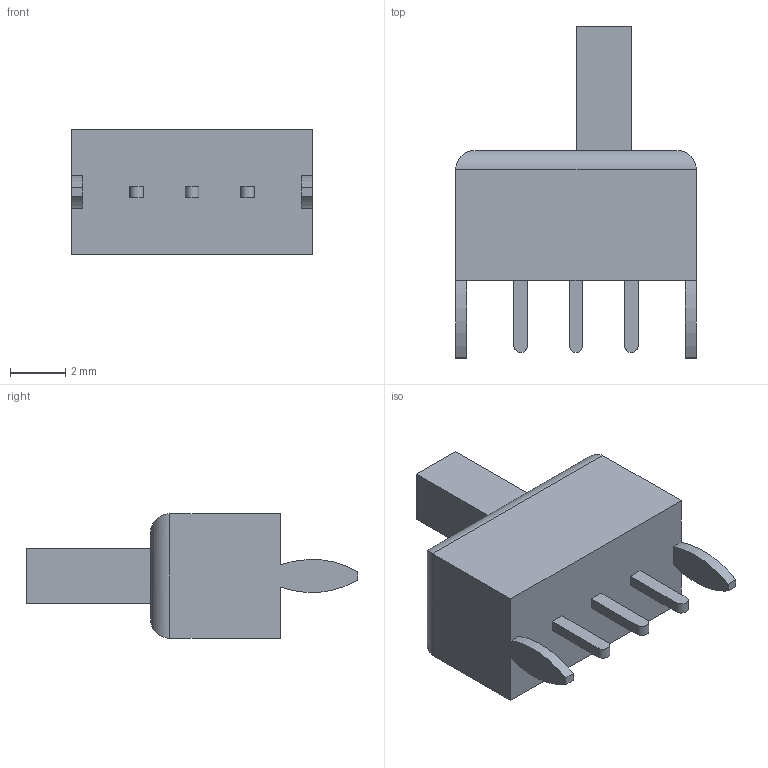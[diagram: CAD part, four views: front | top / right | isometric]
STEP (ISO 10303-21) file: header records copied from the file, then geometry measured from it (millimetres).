
FILE_DESCRIPTION (( 'STEP AP214' ), '1' );
FILE_NAME ('Switch KLS7-SS03-12D02.STEP', '2018-04-20T12:08:24', ( '' ), ( '' ), 'SwSTEP 2.0', 'SolidWorks 2018', '' );
FILE_SCHEMA (( 'AUTOMOTIVE_DESIGN' ));
Length unit declared in the file: millimetre
Products named in the file (1): Switch KLS7-SS03-12D02
Bounding box: 8.7 x 12 x 4.5 mm (x, y, z)
Volume: 201.1 mm3; surface area: 262.9 mm2
Topology: 1 solids, 1 shells, 42 faces, 102 edges, 66 vertices
Faces by surface type: plane 31, cylinder 7, bspline 4
Entity records: 1323 total; most frequent: CARTESIAN_POINT 259, ORIENTED_EDGE 204, DIRECTION 174, EDGE_CURVE 102, LINE 84, VECTOR 84, VERTEX_POINT 66, EDGE_LOOP 46
